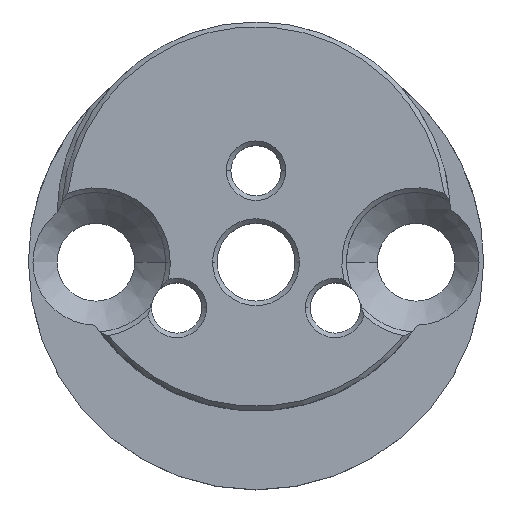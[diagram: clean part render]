
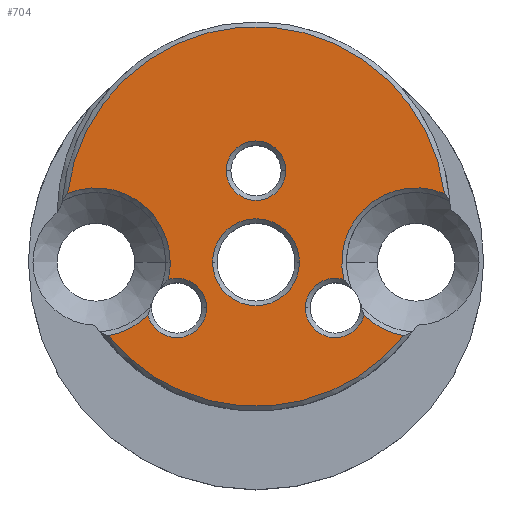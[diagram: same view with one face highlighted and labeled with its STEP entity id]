
A CAD part, top view. The second image highlights one B-rep face of the part: STEP entity #704.
In plain terms, the highlighted planar face has unit normal (0, 0, 1).
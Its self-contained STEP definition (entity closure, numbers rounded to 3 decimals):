
#13 = VERTEX_POINT ( 'NONE', #1229 ) ;
#22 = CIRCLE ( 'NONE', #695, 1.3 ) ;
#24 = EDGE_CURVE ( 'NONE', #1159, #1784, #85, .T. ) ;
#25 = CARTESIAN_POINT ( 'NONE',  ( 8.239, 3.005, 5. ) ) ;
#26 = CARTESIAN_POINT ( 'NONE',  ( 3.464, -2., 5. ) ) ;
#37 = AXIS2_PLACEMENT_3D ( 'NONE', #93, #1563, #272 ) ;
#52 = CARTESIAN_POINT ( 'NONE',  ( -7., 0., 5. ) ) ;
#80 = CIRCLE ( 'NONE', #995, 1.3 ) ;
#81 = ORIENTED_EDGE ( 'NONE', *, *, #241, .T. ) ;
#84 = EDGE_CURVE ( 'NONE', #990, #568, #1212, .T. ) ;
#85 = CIRCLE ( 'NONE', #1487, 8.3 ) ;
#93 = CARTESIAN_POINT ( 'NONE',  ( 0., 0., 5. ) ) ;
#104 = CIRCLE ( 'NONE', #470, 1.3 ) ;
#109 = EDGE_CURVE ( 'NONE', #693, #537, #22, .T. ) ;
#118 = CARTESIAN_POINT ( 'NONE',  ( -3.75, 0., 5. ) ) ;
#119 = ORIENTED_EDGE ( 'NONE', *, *, #439, .T. ) ;
#125 = CARTESIAN_POINT ( 'NONE',  ( -2.164, -2., 5. ) ) ;
#126 = CARTESIAN_POINT ( 'NONE',  ( 1.3, 4., 5. ) ) ;
#140 = VERTEX_POINT ( 'NONE', #118 ) ;
#168 = DIRECTION ( 'NONE',  ( 1., 0., 0. ) ) ;
#174 = DIRECTION ( 'NONE',  ( 1., 0., 0. ) ) ;
#224 = DIRECTION ( 'NONE',  ( 1., 0., 0. ) ) ;
#237 = AXIS2_PLACEMENT_3D ( 'NONE', #263, #1266, #1852 ) ;
#241 = EDGE_CURVE ( 'NONE', #537, #693, #1393, .T. ) ;
#259 = AXIS2_PLACEMENT_3D ( 'NONE', #732, #321, #1311 ) ;
#263 = CARTESIAN_POINT ( 'NONE',  ( 7., 0., 5. ) ) ;
#271 = VERTEX_POINT ( 'NONE', #1342 ) ;
#272 = DIRECTION ( 'NONE',  ( 1., 0., 0. ) ) ;
#277 = DIRECTION ( 'NONE',  ( 0., 0., -1. ) ) ;
#303 = CARTESIAN_POINT ( 'NONE',  ( 0., 2., 5. ) ) ;
#305 = ORIENTED_EDGE ( 'NONE', *, *, #1035, .T. ) ;
#307 = VERTEX_POINT ( 'NONE', #462 ) ;
#314 = DIRECTION ( 'NONE',  ( 0., 0., -1. ) ) ;
#320 = ORIENTED_EDGE ( 'NONE', *, *, #1772, .T. ) ;
#321 = DIRECTION ( 'NONE',  ( 0., 0., -1. ) ) ;
#329 = CARTESIAN_POINT ( 'NONE',  ( -3.464, -2., 5. ) ) ;
#332 = DIRECTION ( 'NONE',  ( 0., 0., -1. ) ) ;
#342 = DIRECTION ( 'NONE',  ( 0., 0., -1. ) ) ;
#349 = ORIENTED_EDGE ( 'NONE', *, *, #24, .T. ) ;
#379 = DIRECTION ( 'NONE',  ( 1., 0., 0. ) ) ;
#414 = EDGE_CURVE ( 'NONE', #307, #1736, #1681, .T. ) ;
#439 = EDGE_CURVE ( 'NONE', #1736, #271, #1555, .T. ) ;
#457 = ORIENTED_EDGE ( 'NONE', *, *, #1595, .T. ) ;
#462 = CARTESIAN_POINT ( 'NONE',  ( -4.724, -2.32, 5. ) ) ;
#470 = AXIS2_PLACEMENT_3D ( 'NONE', #329, #1786, #168 ) ;
#532 = AXIS2_PLACEMENT_3D ( 'NONE', #52, #332, #786 ) ;
#537 = VERTEX_POINT ( 'NONE', #126 ) ;
#545 = CARTESIAN_POINT ( 'NONE',  ( -8.239, 3.005, 5. ) ) ;
#552 = CARTESIAN_POINT ( 'NONE',  ( 3.839, -0.755, 5. ) ) ;
#568 = VERTEX_POINT ( 'NONE', #1576 ) ;
#583 = CARTESIAN_POINT ( 'NONE',  ( -1.3, 4., 5. ) ) ;
#640 = VERTEX_POINT ( 'NONE', #552 ) ;
#641 = DIRECTION ( 'NONE',  ( 1., 0., 0. ) ) ;
#651 = CARTESIAN_POINT ( 'NONE',  ( 0., 2., 5. ) ) ;
#652 = CARTESIAN_POINT ( 'NONE',  ( -6.465, -3.206, 5. ) ) ;
#663 = DIRECTION ( 'NONE',  ( 0., 0., 1. ) ) ;
#669 = CARTESIAN_POINT ( 'NONE',  ( -3.839, -0.755, 5. ) ) ;
#679 = AXIS2_PLACEMENT_3D ( 'NONE', #1832, #808, #1125 ) ;
#690 = ORIENTED_EDGE ( 'NONE', *, *, #998, .T. ) ;
#693 = VERTEX_POINT ( 'NONE', #583 ) ;
#695 = AXIS2_PLACEMENT_3D ( 'NONE', #813, #277, #833 ) ;
#704 = ADVANCED_FACE ( 'NONE', ( #1888, #900, #1015 ), #1609, .T. ) ;
#718 = EDGE_CURVE ( 'NONE', #1064, #13, #1718, .T. ) ;
#732 = CARTESIAN_POINT ( 'NONE',  ( -3.464, -2., 5. ) ) ;
#738 = CIRCLE ( 'NONE', #37, 1.9 ) ;
#749 = CARTESIAN_POINT ( 'NONE',  ( -7., 0., 5. ) ) ;
#753 = ORIENTED_EDGE ( 'NONE', *, *, #414, .T. ) ;
#786 = DIRECTION ( 'NONE',  ( 1., 0., 0. ) ) ;
#807 = CIRCLE ( 'NONE', #237, 3.25 ) ;
#808 = DIRECTION ( 'NONE',  ( 0., 0., -1. ) ) ;
#813 = CARTESIAN_POINT ( 'NONE',  ( 0., 4., 5. ) ) ;
#833 = DIRECTION ( 'NONE',  ( 1., 0., 0. ) ) ;
#847 = CARTESIAN_POINT ( 'NONE',  ( 0., 2., 5. ) ) ;
#879 = DIRECTION ( 'NONE',  ( 0., 0., 1. ) ) ;
#900 = FACE_OUTER_BOUND ( 'NONE', #1544, .T. ) ;
#929 = ORIENTED_EDGE ( 'NONE', *, *, #109, .T. ) ;
#932 = CARTESIAN_POINT ( 'NONE',  ( 0., 0., 5. ) ) ;
#951 = CARTESIAN_POINT ( 'NONE',  ( 3.464, -2., 5. ) ) ;
#990 = VERTEX_POINT ( 'NONE', #1849 ) ;
#995 = AXIS2_PLACEMENT_3D ( 'NONE', #951, #1246, #1528 ) ;
#998 = EDGE_CURVE ( 'NONE', #568, #990, #738, .T. ) ;
#1011 = VERTEX_POINT ( 'NONE', #125 ) ;
#1015 = FACE_BOUND ( 'NONE', #1476, .T. ) ;
#1019 = ORIENTED_EDGE ( 'NONE', *, *, #84, .T. ) ;
#1035 = EDGE_CURVE ( 'NONE', #271, #1064, #1318, .T. ) ;
#1037 = AXIS2_PLACEMENT_3D ( 'NONE', #1481, #314, #174 ) ;
#1064 = VERTEX_POINT ( 'NONE', #1842 ) ;
#1081 = VERTEX_POINT ( 'NONE', #669 ) ;
#1094 = AXIS2_PLACEMENT_3D ( 'NONE', #932, #1512, #379 ) ;
#1125 = DIRECTION ( 'NONE',  ( 1., 0., 0. ) ) ;
#1148 = ORIENTED_EDGE ( 'NONE', *, *, #1248, .T. ) ;
#1159 = VERTEX_POINT ( 'NONE', #25 ) ;
#1175 = DIRECTION ( 'NONE',  ( 1., 0., 0. ) ) ;
#1212 = CIRCLE ( 'NONE', #1094, 1.9 ) ;
#1226 = EDGE_CURVE ( 'NONE', #1011, #307, #1663, .T. ) ;
#1229 = CARTESIAN_POINT ( 'NONE',  ( 2.164, -2., 5. ) ) ;
#1246 = DIRECTION ( 'NONE',  ( 0., 0., -1. ) ) ;
#1248 = EDGE_CURVE ( 'NONE', #140, #1081, #1600, .T. ) ;
#1266 = DIRECTION ( 'NONE',  ( 0., 0., -1. ) ) ;
#1278 = EDGE_LOOP ( 'NONE', ( #690, #1019 ) ) ;
#1280 = ORIENTED_EDGE ( 'NONE', *, *, #1749, .T. ) ;
#1286 = AXIS2_PLACEMENT_3D ( 'NONE', #26, #1743, #1764 ) ;
#1289 = CIRCLE ( 'NONE', #532, 3.25 ) ;
#1299 = ORIENTED_EDGE ( 'NONE', *, *, #718, .T. ) ;
#1311 = DIRECTION ( 'NONE',  ( 1., 0., 0. ) ) ;
#1318 = CIRCLE ( 'NONE', #679, 3.25 ) ;
#1328 = DIRECTION ( 'NONE',  ( 1., 0., 0. ) ) ;
#1329 = EDGE_CURVE ( 'NONE', #1784, #140, #1289, .T. ) ;
#1342 = CARTESIAN_POINT ( 'NONE',  ( 6.465, -3.206, 5. ) ) ;
#1393 = CIRCLE ( 'NONE', #1037, 1.3 ) ;
#1423 = DIRECTION ( 'NONE',  ( 0., 0., 1. ) ) ;
#1476 = EDGE_LOOP ( 'NONE', ( #81, #929 ) ) ;
#1481 = CARTESIAN_POINT ( 'NONE',  ( 0., 4., 5. ) ) ;
#1487 = AXIS2_PLACEMENT_3D ( 'NONE', #847, #1423, #1867 ) ;
#1512 = DIRECTION ( 'NONE',  ( 0., 0., -1. ) ) ;
#1528 = DIRECTION ( 'NONE',  ( 1., 0., 0. ) ) ;
#1544 = EDGE_LOOP ( 'NONE', ( #349, #1672, #1148, #457, #1574, #753, #119, #305, #1299, #1280, #320 ) ) ;
#1555 = CIRCLE ( 'NONE', #1801, 8.3 ) ;
#1563 = DIRECTION ( 'NONE',  ( 0., 0., -1. ) ) ;
#1574 = ORIENTED_EDGE ( 'NONE', *, *, #1226, .T. ) ;
#1576 = CARTESIAN_POINT ( 'NONE',  ( 1.9, 0., 5. ) ) ;
#1595 = EDGE_CURVE ( 'NONE', #1081, #1011, #104, .T. ) ;
#1600 = CIRCLE ( 'NONE', #1787, 3.25 ) ;
#1609 = PLANE ( 'NONE',  #1781 ) ;
#1663 = CIRCLE ( 'NONE', #259, 1.3 ) ;
#1672 = ORIENTED_EDGE ( 'NONE', *, *, #1329, .T. ) ;
#1681 = CIRCLE ( 'NONE', #1829, 3.25 ) ;
#1718 = CIRCLE ( 'NONE', #1286, 1.3 ) ;
#1736 = VERTEX_POINT ( 'NONE', #652 ) ;
#1743 = DIRECTION ( 'NONE',  ( 0., 0., -1. ) ) ;
#1749 = EDGE_CURVE ( 'NONE', #13, #640, #80, .T. ) ;
#1764 = DIRECTION ( 'NONE',  ( 1., 0., 0. ) ) ;
#1772 = EDGE_CURVE ( 'NONE', #640, #1159, #807, .T. ) ;
#1781 = AXIS2_PLACEMENT_3D ( 'NONE', #303, #879, #1175 ) ;
#1784 = VERTEX_POINT ( 'NONE', #545 ) ;
#1786 = DIRECTION ( 'NONE',  ( 0., 0., -1. ) ) ;
#1787 = AXIS2_PLACEMENT_3D ( 'NONE', #749, #1879, #1328 ) ;
#1801 = AXIS2_PLACEMENT_3D ( 'NONE', #651, #663, #641 ) ;
#1802 = CARTESIAN_POINT ( 'NONE',  ( -7., 0., 5. ) ) ;
#1829 = AXIS2_PLACEMENT_3D ( 'NONE', #1802, #342, #224 ) ;
#1832 = CARTESIAN_POINT ( 'NONE',  ( 7., 0., 5. ) ) ;
#1842 = CARTESIAN_POINT ( 'NONE',  ( 4.724, -2.32, 5. ) ) ;
#1849 = CARTESIAN_POINT ( 'NONE',  ( -1.9, 0., 5. ) ) ;
#1852 = DIRECTION ( 'NONE',  ( 1., 0., 0. ) ) ;
#1867 = DIRECTION ( 'NONE',  ( 1., 0., 0. ) ) ;
#1879 = DIRECTION ( 'NONE',  ( 0., 0., -1. ) ) ;
#1888 = FACE_BOUND ( 'NONE', #1278, .T. ) ;
